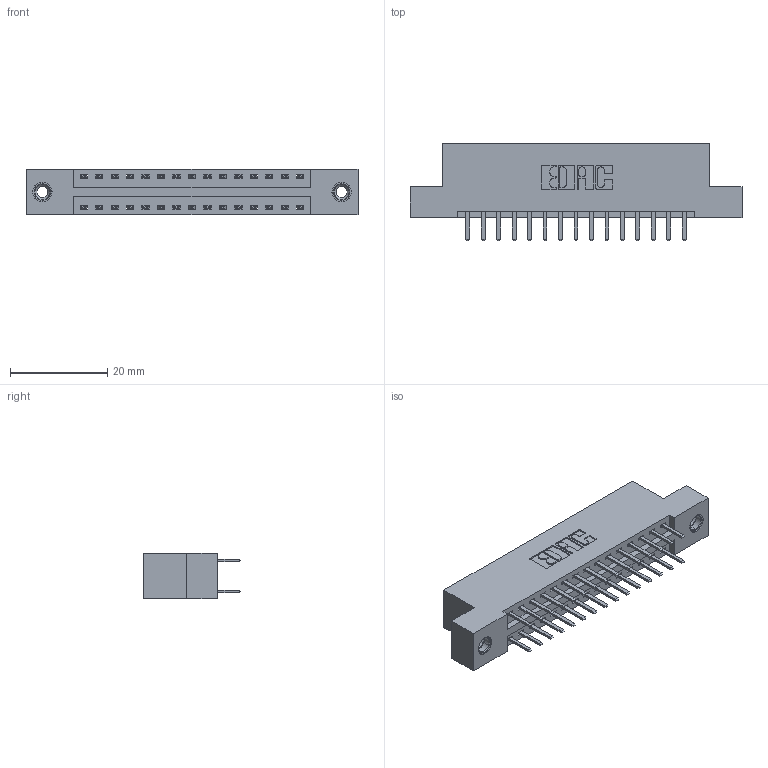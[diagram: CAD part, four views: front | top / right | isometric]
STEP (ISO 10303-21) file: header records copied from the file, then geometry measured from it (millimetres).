
FILE_DESCRIPTION (( 'STEP AP203' ), '1' );
FILE_NAME ('396-030-520-208.STEP', '2018-09-05T05:56:15', ( '' ), ( '' ), 'SwSTEP 2.0', 'SolidWorks 2016', '' );
FILE_SCHEMA (( 'CONFIG_CONTROL_DESIGN' ));
Length unit declared in the file: inch
Products named in the file (4): 346 Part_Flush Mounting Lugs - 0.156 Dia-TI; 345-292-001_345-293-120; 345-250-001_345-250-003-102; 396-030-520-208
Assembly tree (33 placements, depth 2):
  396-030-520-208
    346 Part_Flush Mounting Lugs - 0.156 Dia-TI
    345-292-001_345-293-120  x30
    345-250-001_345-250-003-102  x2
Bounding box: 68.2 x 20.02 x 9.4 mm (x, y, z)
Volume: 6420.8 mm3; surface area: 8390.6 mm2
Topology: 33 solids, 33 shells, 1862 faces, 5355 edges, 3482 vertices
Faces by surface type: plane 1218, cylinder 628, cone 12, torus 4
Entity records: 14724 total; most frequent: CARTESIAN_POINT 2459, ORIENTED_EDGE 2374, DIRECTION 2233, EDGE_CURVE 1187, VECTOR 971, LINE 971, VERTEX_POINT 784, AXIS2_PLACEMENT_3D 631
